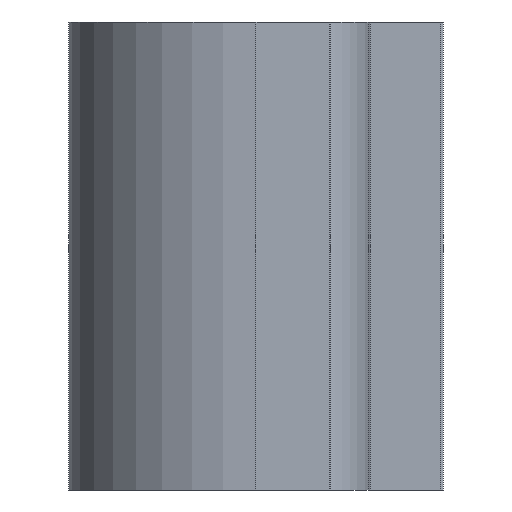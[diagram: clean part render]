
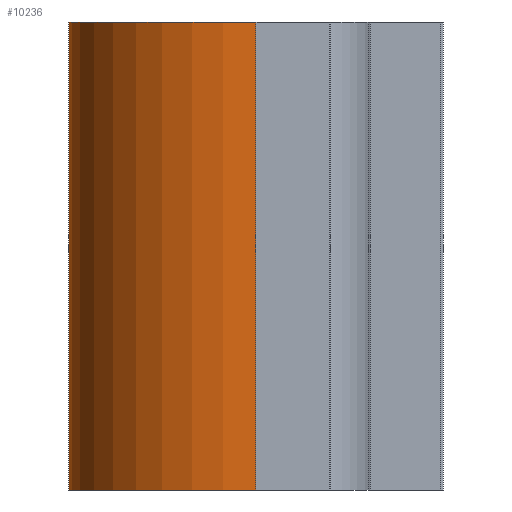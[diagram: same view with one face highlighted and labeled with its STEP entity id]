
A CAD part, front view. The second image highlights one B-rep face of the part: STEP entity #10236.
In plain terms, the highlighted cylindrical face has radius 40 mm (diameter 80 mm), a partial arc.
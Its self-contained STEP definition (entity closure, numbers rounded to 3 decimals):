
#676 = LINE ( 'NONE', #10124, #2433 ) ;
#958 = CYLINDRICAL_SURFACE ( 'NONE', #8456, 40. ) ;
#1220 = AXIS2_PLACEMENT_3D ( 'NONE', #10013, #4714, #10847 ) ;
#1509 = FACE_OUTER_BOUND ( 'NONE', #1850, .T. ) ;
#1551 = CARTESIAN_POINT ( 'NONE',  ( 8023.596, 3182.212, 100. ) ) ;
#1850 = EDGE_LOOP ( 'NONE', ( #10629, #6313, #10876, #8944 ) ) ;
#2279 = AXIS2_PLACEMENT_3D ( 'NONE', #2775, #9049, #9625 ) ;
#2433 = VECTOR ( 'NONE', #9290, 1000. ) ;
#2695 = CIRCLE ( 'NONE', #2279, 40. ) ;
#2775 = CARTESIAN_POINT ( 'NONE',  ( 8023.596, 3222.212, 0. ) ) ;
#3234 = EDGE_CURVE ( 'NONE', #9149, #7167, #2695, .T. ) ;
#4065 = VERTEX_POINT ( 'NONE', #1551 ) ;
#4080 = DIRECTION ( 'NONE',  ( 0., 0., -1. ) ) ;
#4714 = DIRECTION ( 'NONE',  ( 0., 0., -1. ) ) ;
#4813 = VERTEX_POINT ( 'NONE', #10295 ) ;
#5530 = EDGE_CURVE ( 'NONE', #4813, #9149, #11096, .T. ) ;
#5826 = EDGE_CURVE ( 'NONE', #4065, #4813, #10589, .T. ) ;
#5896 = EDGE_CURVE ( 'NONE', #7167, #4065, #676, .T. ) ;
#6313 = ORIENTED_EDGE ( 'NONE', *, *, #5530, .T. ) ;
#6721 = CARTESIAN_POINT ( 'NONE',  ( 7983.596, 3222.212, 0. ) ) ;
#6930 = CARTESIAN_POINT ( 'NONE',  ( 7983.596, 3222.212, 100. ) ) ;
#7167 = VERTEX_POINT ( 'NONE', #10607 ) ;
#8456 = AXIS2_PLACEMENT_3D ( 'NONE', #10311, #11120, #8648 ) ;
#8648 = DIRECTION ( 'NONE',  ( -1., 0., 0. ) ) ;
#8944 = ORIENTED_EDGE ( 'NONE', *, *, #5896, .T. ) ;
#9049 = DIRECTION ( 'NONE',  ( 0., 0., 1. ) ) ;
#9149 = VERTEX_POINT ( 'NONE', #6721 ) ;
#9290 = DIRECTION ( 'NONE',  ( 0., 0., 1. ) ) ;
#9625 = DIRECTION ( 'NONE',  ( -1., 0., 0. ) ) ;
#10013 = CARTESIAN_POINT ( 'NONE',  ( 8023.596, 3222.212, 100. ) ) ;
#10124 = CARTESIAN_POINT ( 'NONE',  ( 8023.596, 3182.212, 100. ) ) ;
#10236 = ADVANCED_FACE ( 'NONE', ( #1509 ), #958, .T. ) ;
#10295 = CARTESIAN_POINT ( 'NONE',  ( 7983.596, 3222.212, 100. ) ) ;
#10311 = CARTESIAN_POINT ( 'NONE',  ( 8023.596, 3222.212, 100. ) ) ;
#10589 = CIRCLE ( 'NONE', #1220, 40. ) ;
#10607 = CARTESIAN_POINT ( 'NONE',  ( 8023.596, 3182.212, 0. ) ) ;
#10629 = ORIENTED_EDGE ( 'NONE', *, *, #5826, .T. ) ;
#10837 = VECTOR ( 'NONE', #4080, 1000. ) ;
#10847 = DIRECTION ( 'NONE',  ( -1., 0., 0. ) ) ;
#10876 = ORIENTED_EDGE ( 'NONE', *, *, #3234, .T. ) ;
#11096 = LINE ( 'NONE', #6930, #10837 ) ;
#11120 = DIRECTION ( 'NONE',  ( 0., 0., -1. ) ) ;
